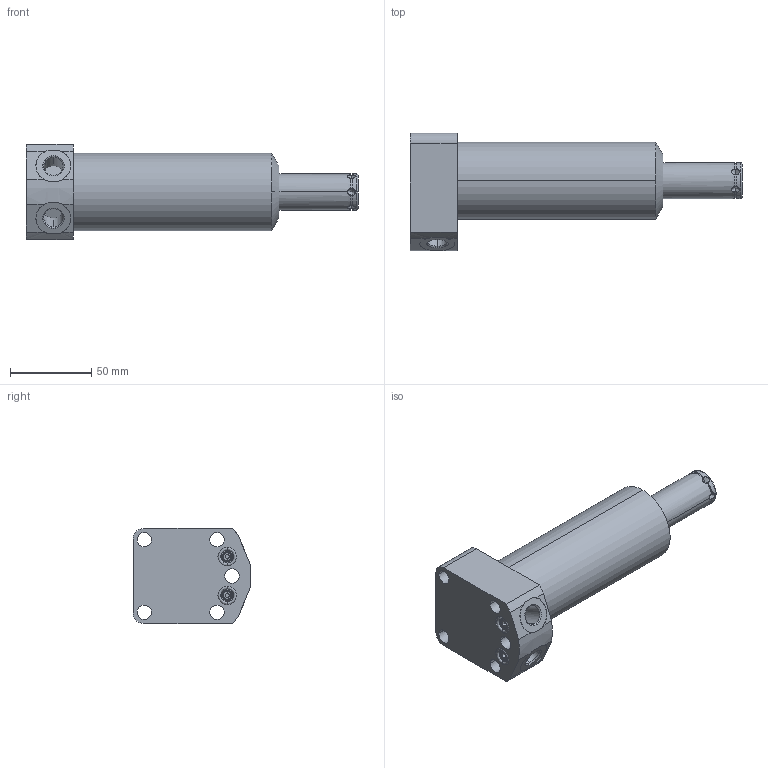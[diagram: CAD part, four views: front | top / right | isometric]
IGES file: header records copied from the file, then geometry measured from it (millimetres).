
Start section:  PTC IGES file: ilcm41421124.igs
Global section: file name: ilcm41421124.igs; native system: Creo Parametric by Parametric Technology Corporation; preprocessor: 2013320; author: gar; organization: Unknown; date: 20180116.101841; units: millimetre
Bounding box: 203.73 x 72.26 x 58.32 mm (x, y, z)
Surface area: 42741.9 mm2 (no closed solid volume)
Topology: 0 solids, 0 shells, 141 faces, 1018 edges, 1260 vertices
Faces by surface type: revolution 89, bspline 52
